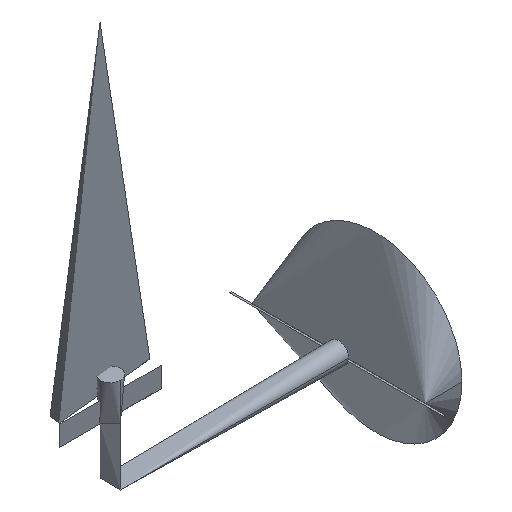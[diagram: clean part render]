
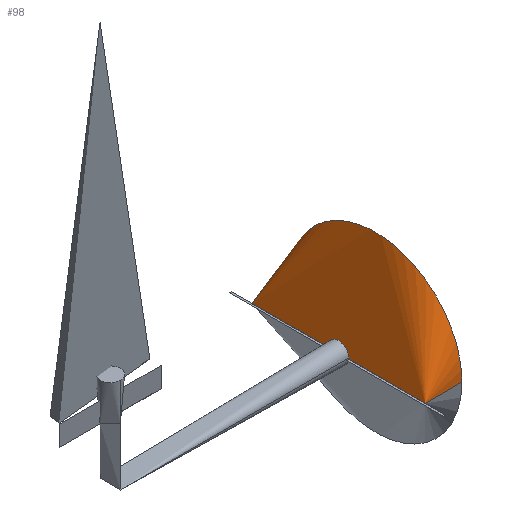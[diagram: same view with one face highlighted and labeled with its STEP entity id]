
A CAD part, isometric view. The second image highlights one B-rep face of the part: STEP entity #98.
In plain terms, the highlighted cylindrical face has radius 42.5 mm (diameter 85 mm), a partial arc.
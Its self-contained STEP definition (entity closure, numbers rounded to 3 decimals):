
#25=CYLINDRICAL_SURFACE('',#557,42.5);
#98=ADVANCED_FACE('',(#129),#25,.T.);
#129=FACE_OUTER_BOUND('',#161,.T.);
#161=EDGE_LOOP('',(#211,#212,#213,#214));
#211=ORIENTED_EDGE('',*,*,#300,.F.);
#212=ORIENTED_EDGE('',*,*,#301,.T.);
#213=ORIENTED_EDGE('',*,*,#302,.T.);
#214=ORIENTED_EDGE('',*,*,#304,.F.);
#300=EDGE_CURVE('',#418,#420,#359,.T.);
#301=EDGE_CURVE('',#418,#417,#360,.T.);
#302=EDGE_CURVE('',#417,#421,#361,.T.);
#304=EDGE_CURVE('',#420,#421,#363,.T.);
#359=(
BOUNDED_CURVE()
B_SPLINE_CURVE(2,(#1089,#1090,#1091,#1092,#1093),.UNSPECIFIED.,.F.,.F.)
B_SPLINE_CURVE_WITH_KNOTS((3,2,3),(0.,66.759,133.518),
 .UNSPECIFIED.)
CURVE()
GEOMETRIC_REPRESENTATION_ITEM()
RATIONAL_B_SPLINE_CURVE((1.,0.707,1.,0.707,1.))
REPRESENTATION_ITEM('')
);
#360=(
BOUNDED_CURVE()
B_SPLINE_CURVE(1,(#1094,#1095),.UNSPECIFIED.,.F.,.F.)
B_SPLINE_CURVE_WITH_KNOTS((2,2),(0.,18.),.UNSPECIFIED.)
CURVE()
GEOMETRIC_REPRESENTATION_ITEM()
RATIONAL_B_SPLINE_CURVE((1.,1.))
REPRESENTATION_ITEM('')
);
#361=(
BOUNDED_CURVE()
B_SPLINE_CURVE(2,(#1096,#1097,#1098,#1099,#1100),.UNSPECIFIED.,.F.,.F.)
B_SPLINE_CURVE_WITH_KNOTS((3,2,3),(0.,66.759,133.518),
 .UNSPECIFIED.)
CURVE()
GEOMETRIC_REPRESENTATION_ITEM()
RATIONAL_B_SPLINE_CURVE((1.,0.707,1.,0.707,1.))
REPRESENTATION_ITEM('')
);
#363=(
BOUNDED_CURVE()
B_SPLINE_CURVE(1,(#1110,#1111),.UNSPECIFIED.,.F.,.F.)
B_SPLINE_CURVE_WITH_KNOTS((2,2),(0.,18.),.UNSPECIFIED.)
CURVE()
GEOMETRIC_REPRESENTATION_ITEM()
RATIONAL_B_SPLINE_CURVE((1.,1.))
REPRESENTATION_ITEM('')
);
#417=VERTEX_POINT('',#1084);
#418=VERTEX_POINT('',#1085);
#420=VERTEX_POINT('',#1087);
#421=VERTEX_POINT('',#1088);
#557=AXIS2_PLACEMENT_3D('',#1082,#586,$);
#586=DIRECTION('',(1.,0.,0.));
#1082=CARTESIAN_POINT('',(-725.962,-5.,1518.999));
#1084=CARTESIAN_POINT('',(-734.962,37.5,1518.999));
#1085=CARTESIAN_POINT('',(-716.962,37.5,1518.999));
#1087=CARTESIAN_POINT('',(-716.962,-47.5,1518.999));
#1088=CARTESIAN_POINT('',(-734.962,-47.5,1518.999));
#1089=CARTESIAN_POINT('',(-716.962,37.5,1518.999));
#1090=CARTESIAN_POINT('',(-716.962,37.5,1561.499));
#1091=CARTESIAN_POINT('',(-716.962,-5.,1561.499));
#1092=CARTESIAN_POINT('',(-716.962,-47.5,1561.499));
#1093=CARTESIAN_POINT('',(-716.962,-47.5,1518.999));
#1094=CARTESIAN_POINT('',(-716.962,37.5,1518.999));
#1095=CARTESIAN_POINT('',(-734.962,37.5,1518.999));
#1096=CARTESIAN_POINT('',(-734.962,37.5,1518.999));
#1097=CARTESIAN_POINT('',(-734.962,37.5,1561.499));
#1098=CARTESIAN_POINT('',(-734.962,-5.,1561.499));
#1099=CARTESIAN_POINT('',(-734.962,-47.5,1561.499));
#1100=CARTESIAN_POINT('',(-734.962,-47.5,1518.999));
#1110=CARTESIAN_POINT('',(-716.962,-47.5,1518.999));
#1111=CARTESIAN_POINT('',(-734.962,-47.5,1518.999));
